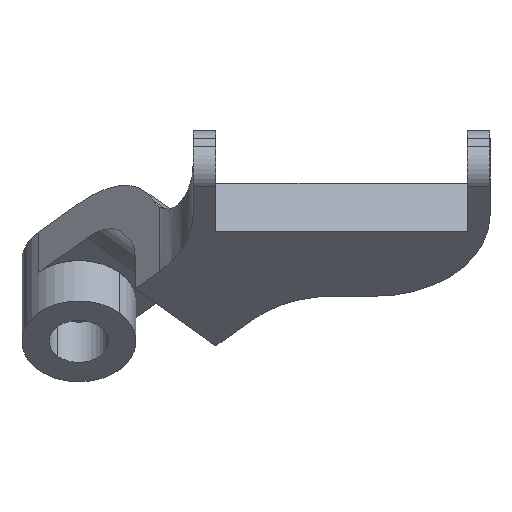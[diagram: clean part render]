
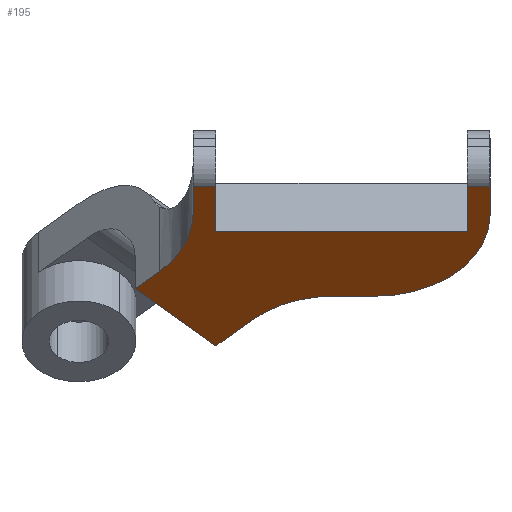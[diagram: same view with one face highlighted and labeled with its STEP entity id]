
A CAD part, top view. The second image highlights one B-rep face of the part: STEP entity #195.
In plain terms, the highlighted face is planar.
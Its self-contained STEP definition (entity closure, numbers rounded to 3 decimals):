
#3 = CARTESIAN_POINT ( 'NONE',  ( 3., -1.858, 12. ) ) ;
#21 = CARTESIAN_POINT ( 'NONE',  ( 3., -12., -14. ) ) ;
#25 = VERTEX_POINT ( 'NONE', #620 ) ;
#27 = FACE_OUTER_BOUND ( 'NONE', #53, .T. ) ;
#47 = CIRCLE ( 'NONE', #86, 10. ) ;
#53 = EDGE_LOOP ( 'NONE', ( #901, #746, #511, #781, #548, #616, #1281, #528, #786, #1254, #648, #761, #151, #366 ) ) ;
#68 = AXIS2_PLACEMENT_3D ( 'NONE', #1125, #229, #213 ) ;
#82 = VERTEX_POINT ( 'NONE', #818 ) ;
#86 = AXIS2_PLACEMENT_3D ( 'NONE', #785, #1162, #1087 ) ;
#89 = LINE ( 'NONE', #999, #742 ) ;
#110 = LINE ( 'NONE', #432, #1294 ) ;
#125 = CARTESIAN_POINT ( 'NONE',  ( 3., 4., -22. ) ) ;
#138 = CIRCLE ( 'NONE', #342, 10. ) ;
#151 = ORIENTED_EDGE ( 'NONE', *, *, #960, .F. ) ;
#166 = VERTEX_POINT ( 'NONE', #1057 ) ;
#176 = CARTESIAN_POINT ( 'NONE',  ( 3., 1.5, 0. ) ) ;
#182 = VECTOR ( 'NONE', #212, 1000. ) ;
#195 = ADVANCED_FACE ( 'NONE', ( #27 ), #1264, .F. ) ;
#203 = VECTOR ( 'NONE', #495, 1000. ) ;
#212 = DIRECTION ( 'NONE',  ( 0., 0.707, -0.707 ) ) ;
#213 = DIRECTION ( 'NONE',  ( 0., -0.707, 0.707 ) ) ;
#218 = CARTESIAN_POINT ( 'NONE',  ( 3., -18.142, 0. ) ) ;
#226 = CARTESIAN_POINT ( 'NONE',  ( 3., -18.142, 0. ) ) ;
#229 = DIRECTION ( 'NONE',  ( -1., 0., 0. ) ) ;
#269 = EDGE_CURVE ( 'NONE', #302, #1028, #89, .T. ) ;
#275 = CARTESIAN_POINT ( 'NONE',  ( 3., -4., -22. ) ) ;
#285 = CARTESIAN_POINT ( 'NONE',  ( 3., -12., -10.284 ) ) ;
#295 = VECTOR ( 'NONE', #844, 1000. ) ;
#297 = EDGE_CURVE ( 'NONE', #828, #427, #606, .T. ) ;
#302 = VERTEX_POINT ( 'NONE', #918 ) ;
#342 = AXIS2_PLACEMENT_3D ( 'NONE', #3, #739, #1047 ) ;
#346 = DIRECTION ( 'NONE',  ( 0., 0., 1. ) ) ;
#364 = VERTEX_POINT ( 'NONE', #949 ) ;
#366 = ORIENTED_EDGE ( 'NONE', *, *, #1045, .T. ) ;
#383 = EDGE_CURVE ( 'NONE', #685, #1176, #110, .T. ) ;
#391 = CARTESIAN_POINT ( 'NONE',  ( 3., 1.5, 2. ) ) ;
#397 = DIRECTION ( 'NONE',  ( 0., -0.707, -0.707 ) ) ;
#398 = EDGE_CURVE ( 'NONE', #412, #1052, #515, .T. ) ;
#406 = DIRECTION ( 'NONE',  ( 0., 0., 1. ) ) ;
#412 = VERTEX_POINT ( 'NONE', #226 ) ;
#422 = LINE ( 'NONE', #617, #546 ) ;
#427 = VERTEX_POINT ( 'NONE', #1234 ) ;
#432 = CARTESIAN_POINT ( 'NONE',  ( 3., -12., -24. ) ) ;
#434 = EDGE_CURVE ( 'NONE', #1169, #1261, #637, .T. ) ;
#447 = DIRECTION ( 'NONE',  ( 0., -0.707, 0.707 ) ) ;
#451 = CARTESIAN_POINT ( 'NONE',  ( 3., -21.678, 10.607 ) ) ;
#458 = DIRECTION ( 'NONE',  ( 0., -0.707, 0.707 ) ) ;
#484 = LINE ( 'NONE', #588, #203 ) ;
#492 = DIRECTION ( 'NONE',  ( 0., 0., 1. ) ) ;
#493 = EDGE_CURVE ( 'NONE', #166, #82, #550, .T. ) ;
#495 = DIRECTION ( 'NONE',  ( 0., -1., 0. ) ) ;
#505 = LINE ( 'NONE', #705, #851 ) ;
#511 = ORIENTED_EDGE ( 'NONE', *, *, #398, .T. ) ;
#515 = LINE ( 'NONE', #218, #182 ) ;
#528 = ORIENTED_EDGE ( 'NONE', *, *, #269, .T. ) ;
#546 = VECTOR ( 'NONE', #737, 1000. ) ;
#548 = ORIENTED_EDGE ( 'NONE', *, *, #383, .F. ) ;
#550 = LINE ( 'NONE', #1289, #789 ) ;
#585 = CARTESIAN_POINT ( 'NONE',  ( 3., -4., -14.142 ) ) ;
#588 = CARTESIAN_POINT ( 'NONE',  ( 3., -4., -24. ) ) ;
#606 = LINE ( 'NONE', #585, #1135 ) ;
#615 = EDGE_CURVE ( 'NONE', #1052, #1176, #1300, .T. ) ;
#616 = ORIENTED_EDGE ( 'NONE', *, *, #857, .T. ) ;
#617 = CARTESIAN_POINT ( 'NONE',  ( 3., -4., 0. ) ) ;
#620 = CARTESIAN_POINT ( 'NONE',  ( 3., -1.858, 2. ) ) ;
#637 = LINE ( 'NONE', #839, #848 ) ;
#648 = ORIENTED_EDGE ( 'NONE', *, *, #1329, .T. ) ;
#685 = VERTEX_POINT ( 'NONE', #21 ) ;
#698 = VECTOR ( 'NONE', #397, 1000. ) ;
#705 = CARTESIAN_POINT ( 'NONE',  ( 3., -7., 2. ) ) ;
#723 = CARTESIAN_POINT ( 'NONE',  ( 3., 1.5, -22. ) ) ;
#737 = DIRECTION ( 'NONE',  ( 0., 1., 0. ) ) ;
#739 = DIRECTION ( 'NONE',  ( -1., 0., 0. ) ) ;
#740 = DIRECTION ( 'NONE',  ( -1., 0., 0. ) ) ;
#742 = VECTOR ( 'NONE', #406, 1000. ) ;
#746 = ORIENTED_EDGE ( 'NONE', *, *, #1263, .T. ) ;
#761 = ORIENTED_EDGE ( 'NONE', *, *, #434, .T. ) ;
#781 = ORIENTED_EDGE ( 'NONE', *, *, #615, .T. ) ;
#785 = CARTESIAN_POINT ( 'NONE',  ( 3., -2., -14. ) ) ;
#786 = ORIENTED_EDGE ( 'NONE', *, *, #1065, .T. ) ;
#789 = VECTOR ( 'NONE', #458, 1000. ) ;
#818 = CARTESIAN_POINT ( 'NONE',  ( 3., -11.071, 7.071 ) ) ;
#828 = VERTEX_POINT ( 'NONE', #275 ) ;
#839 = CARTESIAN_POINT ( 'NONE',  ( 3., 1.5, 10.607 ) ) ;
#844 = DIRECTION ( 'NONE',  ( 0., -1., 0. ) ) ;
#848 = VECTOR ( 'NONE', #346, 1000. ) ;
#851 = VECTOR ( 'NONE', #1105, 1000. ) ;
#857 = EDGE_CURVE ( 'NONE', #685, #364, #47, .T. ) ;
#901 = ORIENTED_EDGE ( 'NONE', *, *, #493, .T. ) ;
#916 = LINE ( 'NONE', #996, #698 ) ;
#918 = CARTESIAN_POINT ( 'NONE',  ( 3., 1.5, -24. ) ) ;
#926 = CARTESIAN_POINT ( 'NONE',  ( 3., -14.929, -3.213 ) ) ;
#949 = CARTESIAN_POINT ( 'NONE',  ( 3., -2., -24. ) ) ;
#960 = EDGE_CURVE ( 'NONE', #25, #1261, #505, .T. ) ;
#996 = CARTESIAN_POINT ( 'NONE',  ( 3., -14.607, 3.536 ) ) ;
#999 = CARTESIAN_POINT ( 'NONE',  ( 3., 1.5, -22. ) ) ;
#1028 = VERTEX_POINT ( 'NONE', #723 ) ;
#1045 = EDGE_CURVE ( 'NONE', #25, #166, #138, .T. ) ;
#1047 = DIRECTION ( 'NONE',  ( 0., -0.707, 0.707 ) ) ;
#1052 = VERTEX_POINT ( 'NONE', #926 ) ;
#1057 = CARTESIAN_POINT ( 'NONE',  ( 3., -8.929, 4.929 ) ) ;
#1065 = EDGE_CURVE ( 'NONE', #1028, #828, #1248, .T. ) ;
#1087 = DIRECTION ( 'NONE',  ( 0., -0.707, 0.707 ) ) ;
#1096 = AXIS2_PLACEMENT_3D ( 'NONE', #451, #740, #447 ) ;
#1105 = DIRECTION ( 'NONE',  ( 0., 1., 0. ) ) ;
#1125 = CARTESIAN_POINT ( 'NONE',  ( 3., -22., -10.284 ) ) ;
#1135 = VECTOR ( 'NONE', #492, 1000. ) ;
#1138 = DIRECTION ( 'NONE',  ( 0., 0., 1. ) ) ;
#1162 = DIRECTION ( 'NONE',  ( 1., 0., 0. ) ) ;
#1169 = VERTEX_POINT ( 'NONE', #176 ) ;
#1176 = VERTEX_POINT ( 'NONE', #285 ) ;
#1204 = EDGE_CURVE ( 'NONE', #302, #364, #484, .T. ) ;
#1234 = CARTESIAN_POINT ( 'NONE',  ( 3., -4., 0. ) ) ;
#1248 = LINE ( 'NONE', #125, #295 ) ;
#1254 = ORIENTED_EDGE ( 'NONE', *, *, #297, .T. ) ;
#1261 = VERTEX_POINT ( 'NONE', #391 ) ;
#1263 = EDGE_CURVE ( 'NONE', #82, #412, #916, .T. ) ;
#1264 = PLANE ( 'NONE',  #1096 ) ;
#1281 = ORIENTED_EDGE ( 'NONE', *, *, #1204, .F. ) ;
#1289 = CARTESIAN_POINT ( 'NONE',  ( 3., -4., 0. ) ) ;
#1294 = VECTOR ( 'NONE', #1138, 1000. ) ;
#1300 = CIRCLE ( 'NONE', #68, 10. ) ;
#1329 = EDGE_CURVE ( 'NONE', #427, #1169, #422, .T. ) ;
